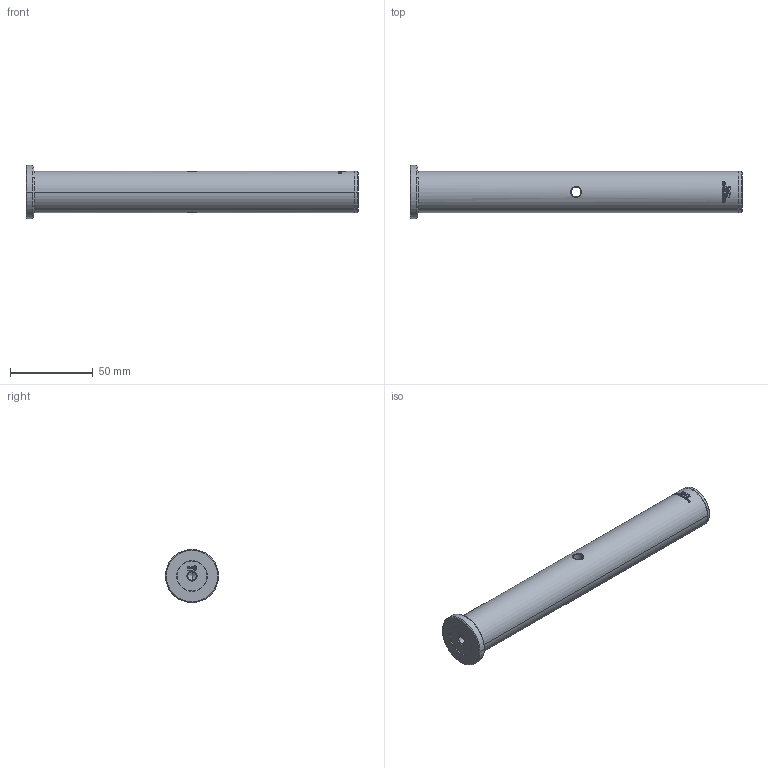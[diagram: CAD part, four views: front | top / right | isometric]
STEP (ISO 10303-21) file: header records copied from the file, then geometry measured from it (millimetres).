
FILE_DESCRIPTION (( 'STEP AP203' ), '1' );
FILE_NAME ('SRA25-200T6.STEP', '2025-07-08T06:25:07', ( '' ), ( '' ), 'SwSTEP 2.0', 'SolidWorks 2020', '' );
FILE_SCHEMA (( 'CONFIG_CONTROL_DESIGN' ));
Length unit declared in the file: millimetre
Products named in the file (1): SRA25-200T6
Bounding box: 200 x 32 x 32 mm (x, y, z)
Volume: 98270.7 mm3; surface area: 18188.6 mm2
Topology: 1 solids, 1 shells, 467 faces, 1256 edges, 822 vertices
Faces by surface type: bspline 310, plane 83, cylinder 42, cone 30, torus 2
Entity records: 30726 total; most frequent: CARTESIAN_POINT 21617, ORIENTED_EDGE 2496, EDGE_CURVE 1248, B_SPLINE_CURVE_WITH_KNOTS 914, VERTEX_POINT 822, DIRECTION 772, EDGE_LOOP 508, ADVANCED_FACE 467
